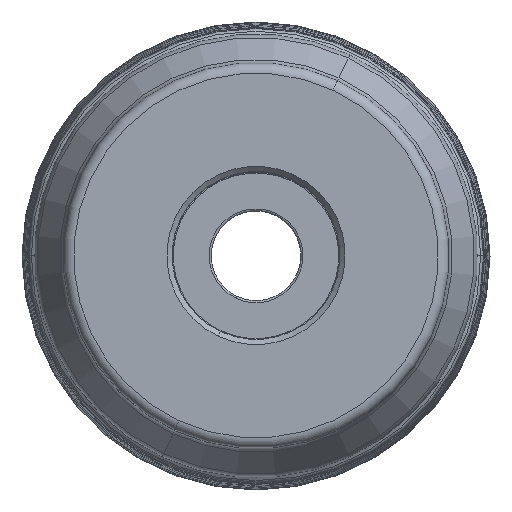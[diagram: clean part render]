
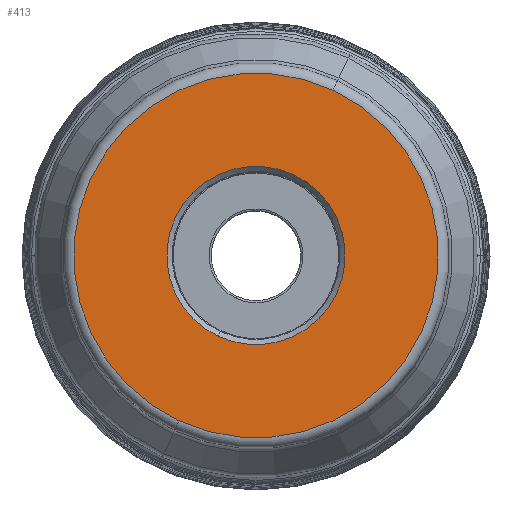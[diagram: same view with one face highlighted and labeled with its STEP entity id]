
A CAD part, top view. The second image highlights one B-rep face of the part: STEP entity #413.
In plain terms, the highlighted planar face has unit normal (0, 0, 1).
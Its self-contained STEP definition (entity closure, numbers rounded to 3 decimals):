
#61=PLANE('',#3941);
#73=FACE_BOUND('',#865,.T.);
#74=FACE_BOUND('',#866,.T.);
#413=ADVANCED_FACE('',(#73,#74),#61,.F.);
#865=EDGE_LOOP('',(#1628,#1629,#1630,#1631));
#866=EDGE_LOOP('',(#1632,#1633));
#1628=ORIENTED_EDGE('',*,*,#2398,.T.);
#1629=ORIENTED_EDGE('',*,*,#2399,.T.);
#1630=ORIENTED_EDGE('',*,*,#2400,.F.);
#1631=ORIENTED_EDGE('',*,*,#2401,.F.);
#1632=ORIENTED_EDGE('',*,*,#2397,.T.);
#1633=ORIENTED_EDGE('',*,*,#2395,.T.);
#1978=VERTEX_POINT('',#6961);
#1979=VERTEX_POINT('',#6963);
#1980=VERTEX_POINT('',#6969);
#1981=VERTEX_POINT('',#6970);
#1982=VERTEX_POINT('',#6972);
#1983=VERTEX_POINT('',#6974);
#2395=EDGE_CURVE('',#1979,#1978,#2852,.T.);
#2397=EDGE_CURVE('',#1978,#1979,#2853,.T.);
#2398=EDGE_CURVE('',#1980,#1981,#2854,.T.);
#2399=EDGE_CURVE('',#1981,#1982,#2855,.T.);
#2400=EDGE_CURVE('',#1983,#1982,#2856,.T.);
#2401=EDGE_CURVE('',#1980,#1983,#2857,.T.);
#2852=CIRCLE('',#3933,16.91);
#2853=CIRCLE('',#3935,16.91);
#2854=CIRCLE('',#3937,34.575);
#2855=CIRCLE('',#3938,34.575);
#2856=CIRCLE('',#3939,34.575);
#2857=CIRCLE('',#3940,34.575);
#3933=AXIS2_PLACEMENT_3D('',#6962,#5003,#5004);
#3935=AXIS2_PLACEMENT_3D('',#6966,#5008,#5009);
#3937=AXIS2_PLACEMENT_3D('',#6968,#5012,#5013);
#3938=AXIS2_PLACEMENT_3D('',#6971,#5014,#5015);
#3939=AXIS2_PLACEMENT_3D('',#6973,#5016,#5017);
#3940=AXIS2_PLACEMENT_3D('',#6975,#5018,#5019);
#3941=AXIS2_PLACEMENT_3D('',#6976,#5020,#5021);
#5003=DIRECTION('',(0.,0.,-1.));
#5004=DIRECTION('',(-0.423,-0.906,0.));
#5008=DIRECTION('',(0.,0.,-1.));
#5009=DIRECTION('',(0.423,0.906,0.));
#5012=DIRECTION('',(0.,0.,1.));
#5013=DIRECTION('',(0.422,0.906,0.));
#5014=DIRECTION('',(0.,0.,1.));
#5015=DIRECTION('',(-0.422,-0.906,0.));
#5016=DIRECTION('',(0.,0.,-1.));
#5017=DIRECTION('',(-0.422,-0.906,0.));
#5018=DIRECTION('',(0.,0.,-1.));
#5019=DIRECTION('',(0.422,0.906,0.));
#5020=DIRECTION('',(0.,0.,-1.));
#5021=DIRECTION('',(0.423,0.906,0.));
#6961=CARTESIAN_POINT('',(7.146,15.326,0.));
#6962=CARTESIAN_POINT('',(0.,0.,0.));
#6963=CARTESIAN_POINT('',(-7.146,-15.326,0.));
#6966=CARTESIAN_POINT('',(0.,0.,0.));
#6968=CARTESIAN_POINT('',(0.,0.,0.));
#6969=CARTESIAN_POINT('',(14.598,31.342,0.));
#6970=CARTESIAN_POINT('',(-14.612,-31.336,0.));
#6971=CARTESIAN_POINT('',(0.,0.,0.));
#6972=CARTESIAN_POINT('',(-14.598,-31.342,0.));
#6973=CARTESIAN_POINT('',(0.,0.,0.));
#6974=CARTESIAN_POINT('',(14.612,31.336,0.));
#6975=CARTESIAN_POINT('',(0.,0.,0.));
#6976=CARTESIAN_POINT('',(0.,0.,0.));
